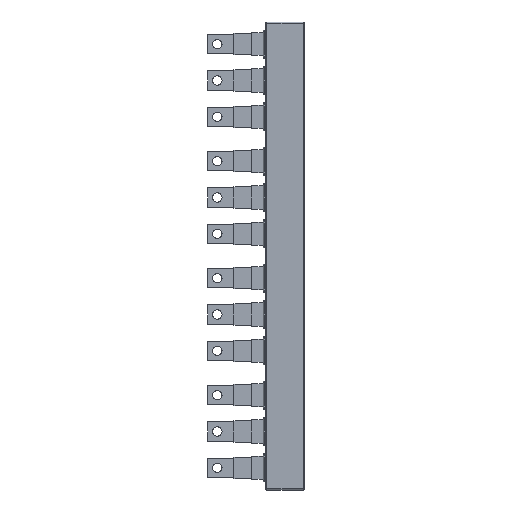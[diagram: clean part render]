
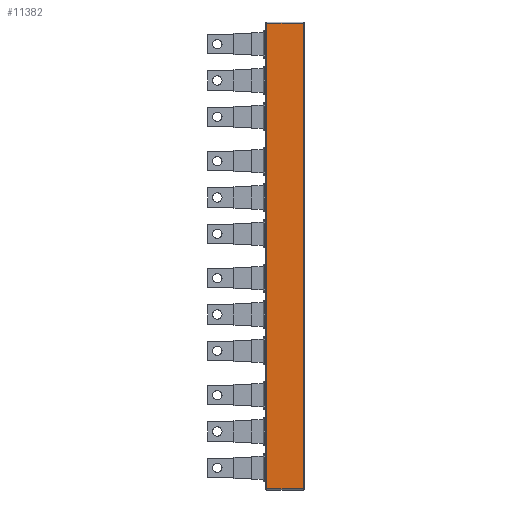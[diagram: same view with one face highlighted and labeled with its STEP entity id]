
A CAD part, left-side view. The second image highlights one B-rep face of the part: STEP entity #11382.
In plain terms, the highlighted planar face has unit normal (-1, 0, 0).
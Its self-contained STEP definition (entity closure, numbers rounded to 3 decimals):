
#3895=DIRECTION('',(0.,-1.,0.));
#3896=VECTOR('',#3895,32.9);
#3897=CARTESIAN_POINT('',(-8.55,16.45,-423.));
#3898=LINE('',#3897,#3896);
#3902=DIRECTION('',(0.,0.,-1.));
#3903=VECTOR('',#3902,422.);
#3904=CARTESIAN_POINT('',(-8.55,16.45,-1.));
#3905=LINE('',#3904,#3903);
#3909=DIRECTION('',(0.,1.,0.));
#3910=VECTOR('',#3909,32.9);
#3911=CARTESIAN_POINT('',(-8.55,-16.45,-1.));
#3912=LINE('',#3911,#3910);
#3916=DIRECTION('',(0.,0.,-1.));
#3917=VECTOR('',#3916,422.);
#3918=CARTESIAN_POINT('',(-8.55,-16.45,-1.));
#3919=LINE('',#3918,#3917);
#7192=CARTESIAN_POINT('',(-8.55,-16.45,-1.));
#7193=VERTEX_POINT('',#7192);
#7194=CARTESIAN_POINT('',(-8.55,16.45,-1.));
#7195=VERTEX_POINT('',#7194);
#8278=CARTESIAN_POINT('',(-8.55,16.45,-423.));
#8279=VERTEX_POINT('',#8278);
#8280=CARTESIAN_POINT('',(-8.55,-16.45,-423.));
#8281=VERTEX_POINT('',#8280);
#11369=CARTESIAN_POINT('',(-8.55,17.45,0.));
#11370=DIRECTION('',(-1.,0.,0.));
#11371=DIRECTION('',(0.,-1.,0.));
#11372=AXIS2_PLACEMENT_3D('',#11369,#11370,#11371);
#11373=PLANE('',#11372);
#11375=ORIENTED_EDGE('',*,*,#11374,.F.);
#11376=ORIENTED_EDGE('',*,*,#11278,.F.);
#11377=ORIENTED_EDGE('',*,*,#11353,.F.);
#11379=ORIENTED_EDGE('',*,*,#11378,.T.);
#11380=EDGE_LOOP('',(#11375,#11376,#11377,#11379));
#11381=FACE_OUTER_BOUND('',#11380,.F.);
#11278=EDGE_CURVE('',#7195,#8279,#3905,.T.);
#11353=EDGE_CURVE('',#7193,#7195,#3912,.T.);
#11374=EDGE_CURVE('',#8279,#8281,#3898,.T.);
#11378=EDGE_CURVE('',#7193,#8281,#3919,.T.);
#11382=ADVANCED_FACE('',(#11381),#11373,.T.);
